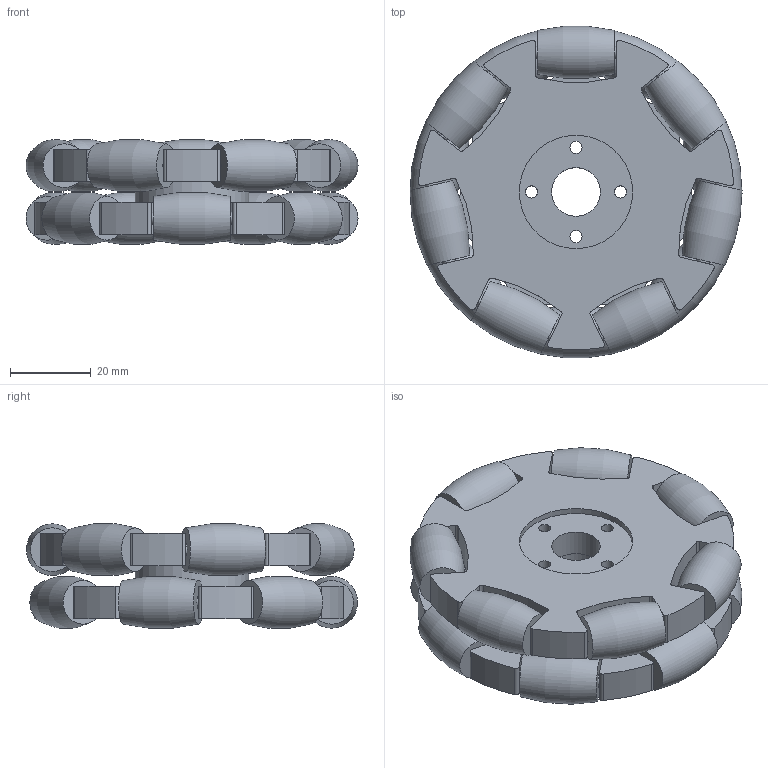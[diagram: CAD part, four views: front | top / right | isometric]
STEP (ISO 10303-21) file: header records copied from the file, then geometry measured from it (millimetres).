
FILE_DESCRIPTION(/* description */ ('Unknown'),/* implementation_level */ '2;1');
FILE_NAME(/* name */ 'Omniwheel_82mm',/* time_stamp */ '2023-05-31T10:46:39+02:00',/* author */ ('Unknown'),/* organization */ ('Unknown'),/* preprocessor_version */ 'ST-DEVELOPER v18.102',/* originating_system */ 'Solid Edge',/* authorisation */ 'Unknown');
FILE_SCHEMA (('AUTOMOTIVE_DESIGN {1 0 10303 214 3 1 1}'));
Length unit declared in the file: millimetre
Products named in the file (3): Omniwheel_82mm; Wheel_distancer; Wheel_part
Assembly tree (3 placements, depth 2):
  Omniwheel_82mm
    Wheel_distancer
    Wheel_part  x2
Bounding box: 82 x 81.75 x 25.75 mm (x, y, z)
Volume: 80925.5 mm3; surface area: 39214.1 mm2
Topology: 17 solids, 17 shells, 208 faces, 518 edges, 346 vertices
Faces by surface type: cylinder 130, plane 64, torus 14
Full cylindrical faces by diameter (mm): 3 x26, 3.6 x14, 12 x3, 28 x3
Entity records: 3331 total; most frequent: DIRECTION 608, CARTESIAN_POINT 524, ORIENTED_EDGE 468, AXIS2_PLACEMENT_3D 262, EDGE_CURVE 234, EDGE_LOOP 190, FACE_BOUND 190, VERTEX_POINT 178
